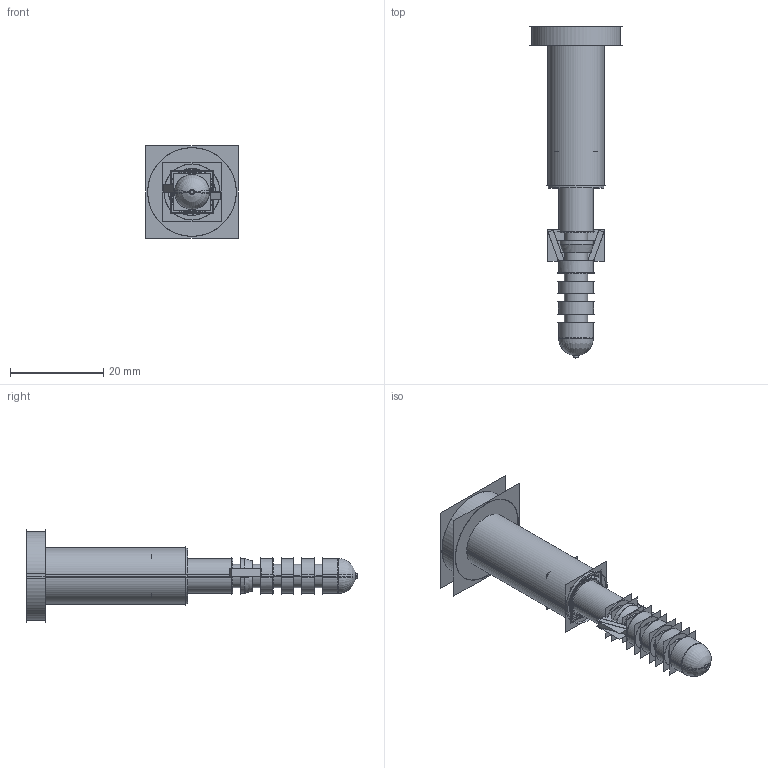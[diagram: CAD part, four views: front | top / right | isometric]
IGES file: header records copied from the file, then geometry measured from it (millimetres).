
Start section:  PTC IGES file: PRO021C.igs
Global section: file name: PRO021C.igs; native system: Pro/ENGINEER by Parametric Technology Corporation; preprocessor: 2009360; author: user33; organization: Unknown; date: 20200111.162429; units: millimetre
Bounding box: 19.76 x 71.09 x 19.78 mm (x, y, z)
Volume: 4234.1 mm3; surface area: 45509.8 mm2
Topology: 4 solids, 6 shells, 418 faces, 2241 edges, 2931 vertices
Faces by surface type: revolution 254, bspline 164
